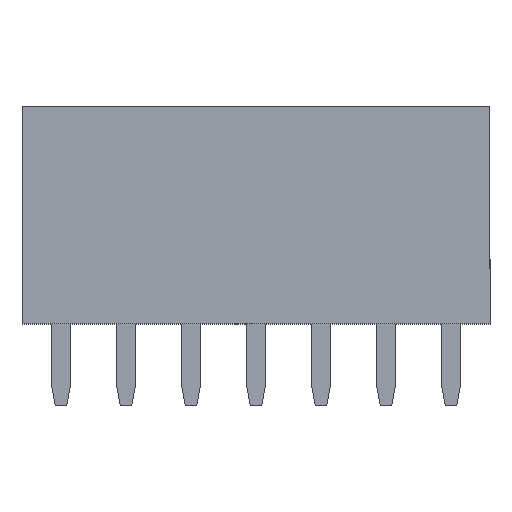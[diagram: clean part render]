
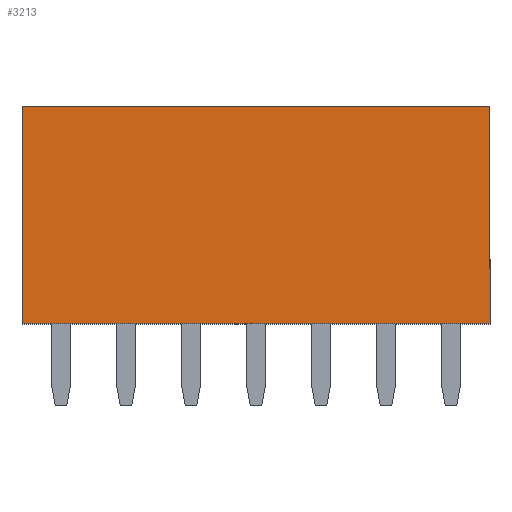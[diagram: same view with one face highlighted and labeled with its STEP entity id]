
A CAD part, top view. The second image highlights one B-rep face of the part: STEP entity #3213.
In plain terms, the highlighted planar face has unit normal (0, 0, 1).
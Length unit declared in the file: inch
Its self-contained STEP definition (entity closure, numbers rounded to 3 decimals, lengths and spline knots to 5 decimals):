
#762 = CARTESIAN_POINT ( 'NONE',  ( -0.36, 0.335, 0.05 ) ) ;
#883 = VECTOR ( 'NONE', #5980, 39.37008 ) ;
#1081 = DIRECTION ( 'NONE',  ( -1., 0., 0. ) ) ;
#1152 = DIRECTION ( 'NONE',  ( 0., 0., -1. ) ) ;
#1580 = LINE ( 'NONE', #1587, #6292 ) ;
#1587 = CARTESIAN_POINT ( 'NONE',  ( -0.36, 0., 0.05 ) ) ;
#1830 = EDGE_CURVE ( 'NONE', #3280, #3463, #6372, .T. ) ;
#1868 = AXIS2_PLACEMENT_3D ( 'NONE', #5639, #1152, #1081 ) ;
#1874 = CARTESIAN_POINT ( 'NONE',  ( 0.36, 0.335, 0.05 ) ) ;
#2460 = CARTESIAN_POINT ( 'NONE',  ( -0.36, 0.335, 0.05 ) ) ;
#2548 = ORIENTED_EDGE ( 'NONE', *, *, #4101, .F. ) ;
#2571 = EDGE_CURVE ( 'NONE', #6079, #4124, #3953, .T. ) ;
#2656 = DIRECTION ( 'NONE',  ( 1., 0., 0. ) ) ;
#2933 = EDGE_LOOP ( 'NONE', ( #4064, #2548, #5675, #5924 ) ) ;
#3078 = FACE_OUTER_BOUND ( 'NONE', #2933, .T. ) ;
#3207 = EDGE_CURVE ( 'NONE', #4124, #3463, #1580, .T. ) ;
#3213 = ADVANCED_FACE ( 'NONE', ( #3078 ), #4618, .F. ) ;
#3280 = VERTEX_POINT ( 'NONE', #5659 ) ;
#3463 = VERTEX_POINT ( 'NONE', #3884 ) ;
#3884 = CARTESIAN_POINT ( 'NONE',  ( 0.36, 0., 0.05 ) ) ;
#3953 = LINE ( 'NONE', #2460, #883 ) ;
#4064 = ORIENTED_EDGE ( 'NONE', *, *, #1830, .F. ) ;
#4101 = EDGE_CURVE ( 'NONE', #6079, #3280, #5568, .T. ) ;
#4124 = VERTEX_POINT ( 'NONE', #5474 ) ;
#4545 = VECTOR ( 'NONE', #5906, 39.37008 ) ;
#4618 = PLANE ( 'NONE',  #1868 ) ;
#5171 = VECTOR ( 'NONE', #5936, 39.37008 ) ;
#5382 = CARTESIAN_POINT ( 'NONE',  ( 0.36, 0.335, 0.05 ) ) ;
#5474 = CARTESIAN_POINT ( 'NONE',  ( -0.36, 0., 0.05 ) ) ;
#5568 = LINE ( 'NONE', #1874, #4545 ) ;
#5639 = CARTESIAN_POINT ( 'NONE',  ( -0.36, 0.335, 0.05 ) ) ;
#5659 = CARTESIAN_POINT ( 'NONE',  ( 0.36, 0.335, 0.05 ) ) ;
#5675 = ORIENTED_EDGE ( 'NONE', *, *, #2571, .T. ) ;
#5906 = DIRECTION ( 'NONE',  ( 1., 0., 0. ) ) ;
#5924 = ORIENTED_EDGE ( 'NONE', *, *, #3207, .T. ) ;
#5936 = DIRECTION ( 'NONE',  ( 0., -1., 0. ) ) ;
#5980 = DIRECTION ( 'NONE',  ( 0., -1., 0. ) ) ;
#6079 = VERTEX_POINT ( 'NONE', #762 ) ;
#6292 = VECTOR ( 'NONE', #2656, 39.37008 ) ;
#6372 = LINE ( 'NONE', #5382, #5171 ) ;
